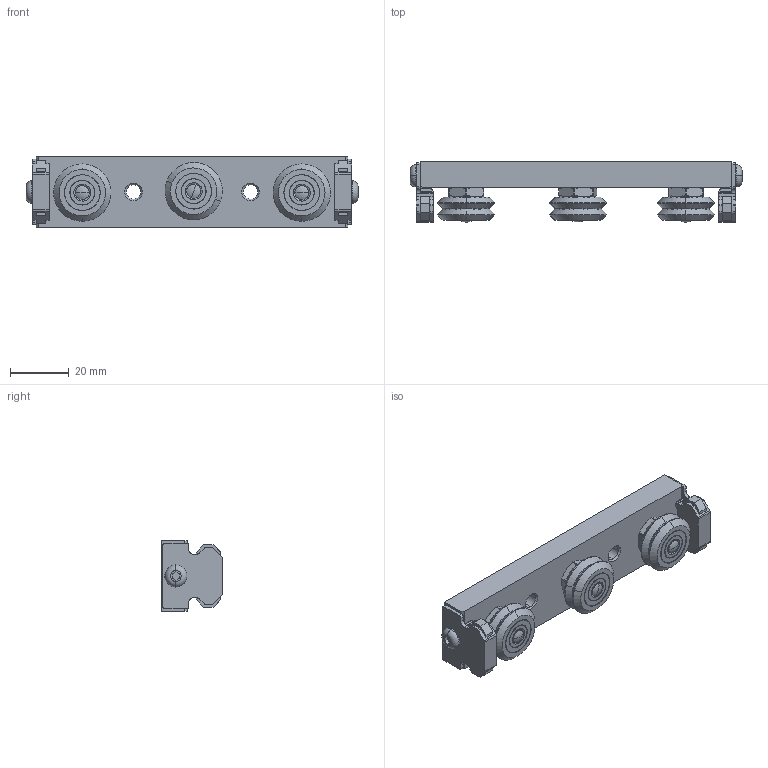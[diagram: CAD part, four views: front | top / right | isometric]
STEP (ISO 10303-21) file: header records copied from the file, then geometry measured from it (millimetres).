
FILE_DESCRIPTION (( 'STEP AP203' ), '1' );
FILE_NAME ('LUV-1-3W.step', '2024-05-13T17:26:23', ( '' ), ( '' ), 'SwSTEP 2.0', 'SolidWorks 2023', '' );
FILE_SCHEMA (( 'CONFIG_CONTROL_DESIGN' ));
Length unit declared in the file: inch
Products named in the file (1): LUV-1-3W
Bounding box: 113.47 x 20.73 x 24 mm (x, y, z)
Volume: 31511.1 mm3; surface area: 16703 mm2
Topology: 7 solids, 7 shells, 651 faces, 1541 edges, 944 vertices
Faces by surface type: plane 212, cylinder 196, bspline 118, cone 115, torus 10
Entity records: 23753 total; most frequent: CARTESIAN_POINT 9159, ORIENTED_EDGE 3062, DIRECTION 3030, EDGE_CURVE 1531, AXIS2_PLACEMENT_3D 1189, VERTEX_POINT 944, EDGE_LOOP 713, CIRCLE 655
